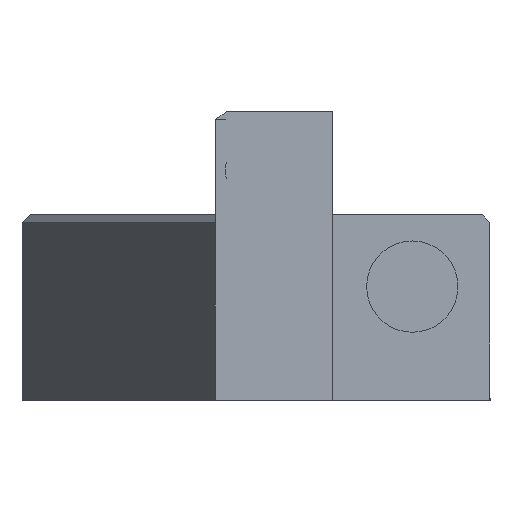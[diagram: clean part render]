
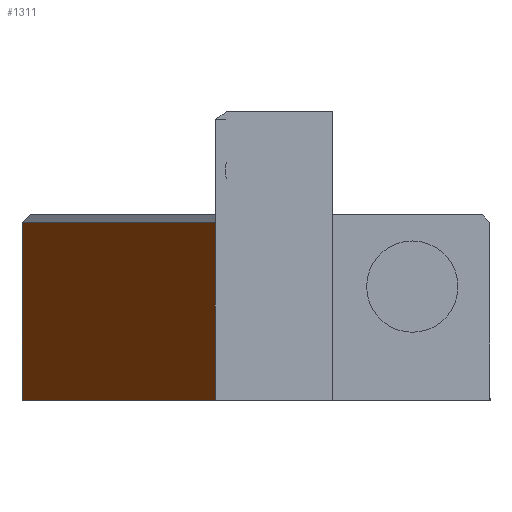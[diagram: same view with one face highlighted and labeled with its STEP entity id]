
A CAD part, front view. The second image highlights one B-rep face of the part: STEP entity #1311.
In plain terms, the highlighted planar face has unit normal (-0.914, -0.405, 0).
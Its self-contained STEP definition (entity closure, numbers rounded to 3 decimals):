
#66=PLANE('',#1419);
#145=FACE_OUTER_BOUND('',#226,.T.);
#226=EDGE_LOOP('',(#1087,#1088,#1089,#1090));
#346=LINE('',#1991,#496);
#350=LINE('',#1998,#500);
#373=LINE('',#2054,#523);
#374=LINE('',#2055,#524);
#496=VECTOR('',#1597,10.);
#500=VECTOR('',#1603,10.);
#523=VECTOR('',#1660,10.);
#524=VECTOR('',#1661,10.);
#652=VERTEX_POINT('',#1983);
#653=VERTEX_POINT('',#1990);
#655=VERTEX_POINT('',#1996);
#671=VERTEX_POINT('',#2053);
#790=EDGE_CURVE('',#652,#653,#346,.T.);
#794=EDGE_CURVE('',#652,#655,#350,.T.);
#821=EDGE_CURVE('',#671,#655,#373,.F.);
#822=EDGE_CURVE('',#671,#653,#374,.T.);
#1087=ORIENTED_EDGE('',*,*,#794,.T.);
#1088=ORIENTED_EDGE('',*,*,#821,.F.);
#1089=ORIENTED_EDGE('',*,*,#822,.T.);
#1090=ORIENTED_EDGE('',*,*,#790,.F.);
#1311=ADVANCED_FACE('',(#145),#66,.F.);
#1419=AXIS2_PLACEMENT_3D('',#2052,#1658,#1659);
#1597=DIRECTION('',(0.405,-0.914,0.));
#1603=DIRECTION('',(0.,0.,-1.));
#1658=DIRECTION('center_axis',(0.914,0.405,0.));
#1659=DIRECTION('ref_axis',(0.405,-0.914,0.));
#1660=DIRECTION('',(0.405,-0.914,0.));
#1661=DIRECTION('',(0.,0.,1.));
#1983=CARTESIAN_POINT('',(5.91,-86.959,-3.2));
#1990=CARTESIAN_POINT('',(19.87,-118.456,-3.2));
#1991=CARTESIAN_POINT('',(12.321,-101.424,-3.2));
#1996=CARTESIAN_POINT('',(5.91,-86.959,-12.35));
#1998=CARTESIAN_POINT('',(5.91,-86.959,-1.3));
#2052=CARTESIAN_POINT('Origin',(14.719,-106.834,0.2));
#2053=CARTESIAN_POINT('',(19.87,-118.456,-12.35));
#2054=CARTESIAN_POINT('',(11.328,-99.183,-12.35));
#2055=CARTESIAN_POINT('',(19.87,-118.456,-2.4));
